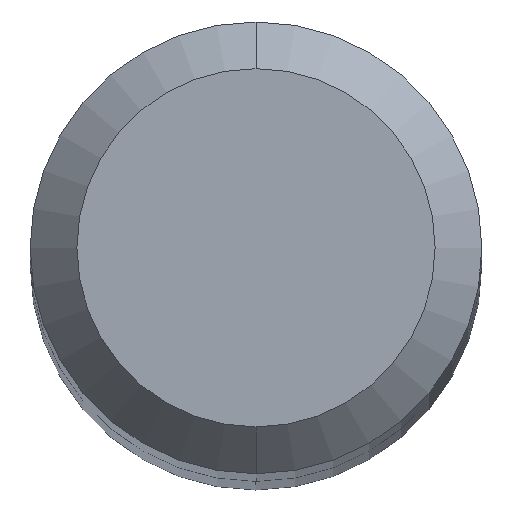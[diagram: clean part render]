
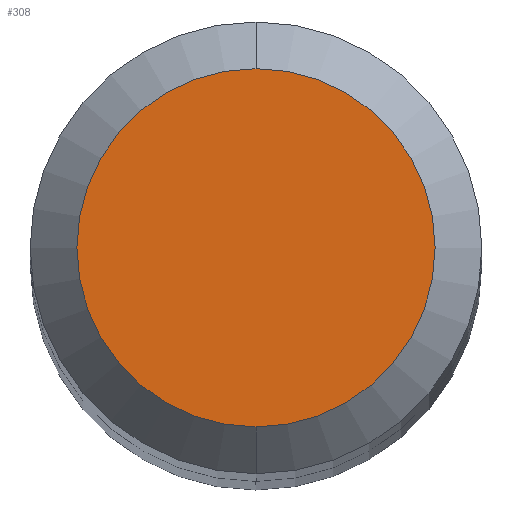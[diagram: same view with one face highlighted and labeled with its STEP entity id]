
A CAD part, top view. The second image highlights one B-rep face of the part: STEP entity #308.
In plain terms, the highlighted planar face has unit normal (0, 0, 1).
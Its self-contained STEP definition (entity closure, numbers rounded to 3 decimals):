
#6 = DIRECTION ( 'NONE',  ( 0., 1., 0. ) ) ;
#20 = AXIS2_PLACEMENT_3D ( 'NONE', #319, #78, #74 ) ;
#32 = CARTESIAN_POINT ( 'NONE',  ( 0., 1.15, 61. ) ) ;
#43 = AXIS2_PLACEMENT_3D ( 'NONE', #99, #314, #6 ) ;
#67 = CARTESIAN_POINT ( 'NONE',  ( 0., 0., 61. ) ) ;
#74 = DIRECTION ( 'NONE',  ( 0., 1., 0. ) ) ;
#78 = DIRECTION ( 'NONE',  ( 0., 0., -1. ) ) ;
#79 = EDGE_CURVE ( 'NONE', #115, #97, #91, .T. ) ;
#91 = CIRCLE ( 'NONE', #174, 1.15 ) ;
#97 = VERTEX_POINT ( 'NONE', #32 ) ;
#99 = CARTESIAN_POINT ( 'NONE',  ( 0., 0., 61. ) ) ;
#115 = VERTEX_POINT ( 'NONE', #296 ) ;
#119 = ORIENTED_EDGE ( 'NONE', *, *, #298, .F. ) ;
#121 = FACE_OUTER_BOUND ( 'NONE', #257, .T. ) ;
#145 = CIRCLE ( 'NONE', #20, 1.15 ) ;
#165 = DIRECTION ( 'NONE',  ( 0., 0., -1. ) ) ;
#172 = PLANE ( 'NONE',  #43 ) ;
#174 = AXIS2_PLACEMENT_3D ( 'NONE', #67, #165, #188 ) ;
#188 = DIRECTION ( 'NONE',  ( 0., 1., 0. ) ) ;
#251 = ORIENTED_EDGE ( 'NONE', *, *, #79, .F. ) ;
#257 = EDGE_LOOP ( 'NONE', ( #119, #251 ) ) ;
#296 = CARTESIAN_POINT ( 'NONE',  ( 0., -1.15, 61. ) ) ;
#298 = EDGE_CURVE ( 'NONE', #97, #115, #145, .T. ) ;
#308 = ADVANCED_FACE ( 'NONE', ( #121 ), #172, .F. ) ;
#314 = DIRECTION ( 'NONE',  ( 0., 0., -1. ) ) ;
#319 = CARTESIAN_POINT ( 'NONE',  ( 0., 0., 61. ) ) ;
